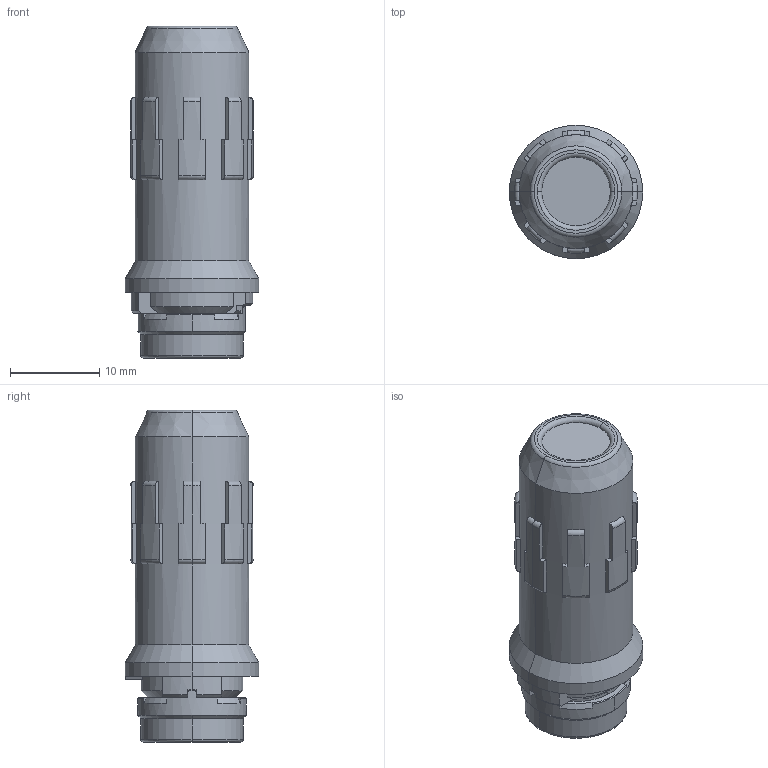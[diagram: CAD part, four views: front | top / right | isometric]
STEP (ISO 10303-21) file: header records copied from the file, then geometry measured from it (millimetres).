
FILE_DESCRIPTION(('CoCreate Modeling STEP Export'),'2;1');
FILE_NAME('HR30-8J-12SC.stp','2011-11-07T11:47:04',(''),(''),'CoCreate Modeling STEP processor for AP214 (Solid Model)','CoCreate Modeling 17.0 01-Apr-2010 (C) Parametric Technology GmbH','');
FILE_SCHEMA(('AUTOMOTIVE_DESIGN { 1 0 10303 214 1 1 1 1 }'));
Length unit declared in the file: millimetre
Products named in the file (1): HR30-8J-12SC
Bounding box: 15 x 15 x 37.3 mm (x, y, z)
Volume: 4540.4 mm3; surface area: 2431.4 mm2
Topology: 1 solids, 1 shells, 218 faces, 581 edges, 377 vertices
Faces by surface type: plane 107, cylinder 57, torus 30, cone 24
Entity records: 8563 total; most frequent: CARTESIAN_POINT 3400, ORIENTED_EDGE 1162, DIRECTION 996, EDGE_CURVE 581, VERTEX_POINT 377, AXIS2_PLACEMENT_3D 362, VECTOR 272, LINE 272
